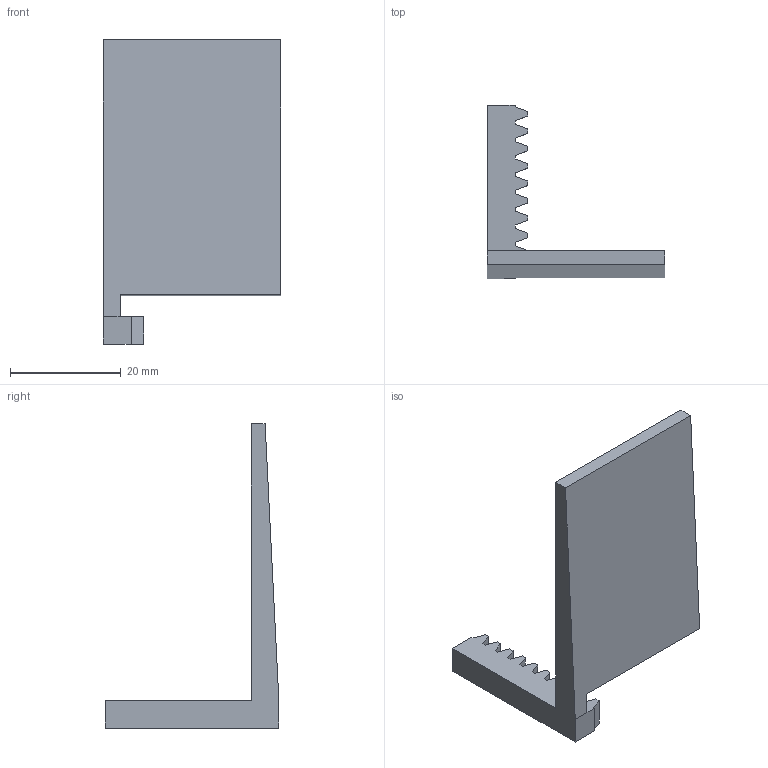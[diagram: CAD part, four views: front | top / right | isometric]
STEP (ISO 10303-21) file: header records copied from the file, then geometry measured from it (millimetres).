
FILE_DESCRIPTION(('FreeCAD Model'),'2;1');
FILE_NAME('Open CASCADE Shape Model','2025-07-31T13:04:16',(''),(''), 'Open CASCADE STEP processor 7.8','FreeCAD','Unknown');
FILE_SCHEMA(('AUTOMOTIVE_DESIGN { 1 0 10303 214 1 1 1 1 }'));
Length unit declared in the file: millimetre
Products named in the file (1): Parallel_Gripper_Part_4
Bounding box: 32 x 31.42 x 55 mm (x, y, z)
Volume: 6419.3 mm3; surface area: 4467.6 mm2
Topology: 1 solids, 1 shells, 54 faces, 155 edges, 103 vertices
Faces by surface type: plane 54
Entity records: 1753 total; most frequent: CARTESIAN_POINT 313, ORIENTED_EDGE 310, DIRECTION 265, EDGE_CURVE 155, LINE 155, VECTOR 155, VERTEX_POINT 103, AXIS2_PLACEMENT_3D 55
